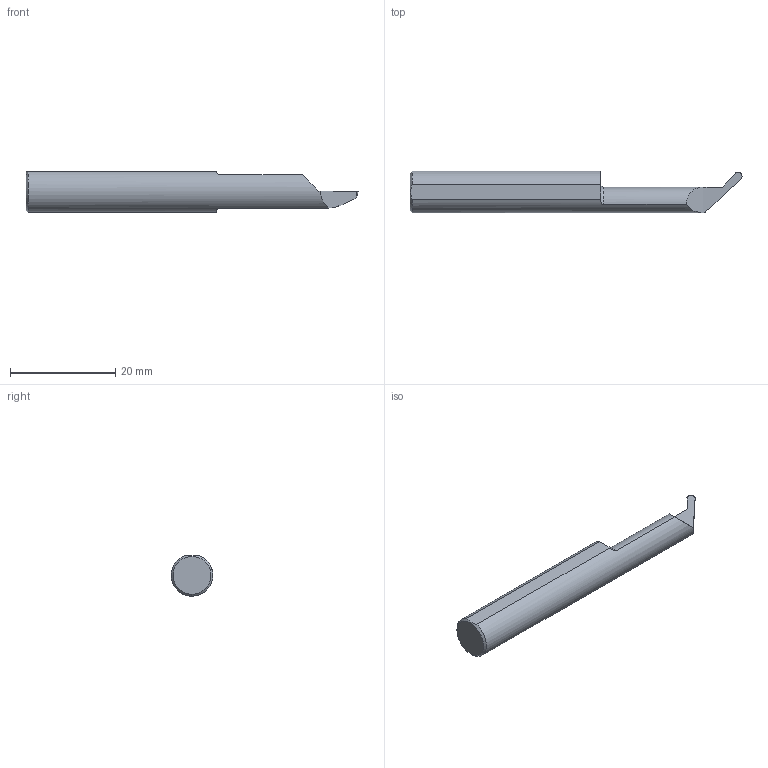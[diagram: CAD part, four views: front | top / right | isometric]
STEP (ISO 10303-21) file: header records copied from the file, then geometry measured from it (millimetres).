
FILE_DESCRIPTION (( 'STEP AP203' ), '1' );
FILE_NAME ('UP310062-16.STEP', '2025-06-18T17:21:23', ( '' ), ( '' ), 'SwSTEP 2.0', 'SolidWorks 2024', '' );
FILE_SCHEMA (( 'CONFIG_CONTROL_DESIGN' ));
Length unit declared in the file: inch
Products named in the file (1): UP310062-16
Bounding box: 63.07 x 7.93 x 7.68 mm (x, y, z)
Volume: 2252.9 mm3; surface area: 1383.6 mm2
Topology: 1 solids, 1 shells, 16 faces, 41 edges, 27 vertices
Faces by surface type: plane 8, cone 3, cylinder 3, bspline 1, torus 1
Entity records: 684 total; most frequent: CARTESIAN_POINT 244, ORIENTED_EDGE 82, DIRECTION 67, EDGE_CURVE 41, VERTEX_POINT 27, AXIS2_PLACEMENT_3D 26, EDGE_LOOP 16, ADVANCED_FACE 16
